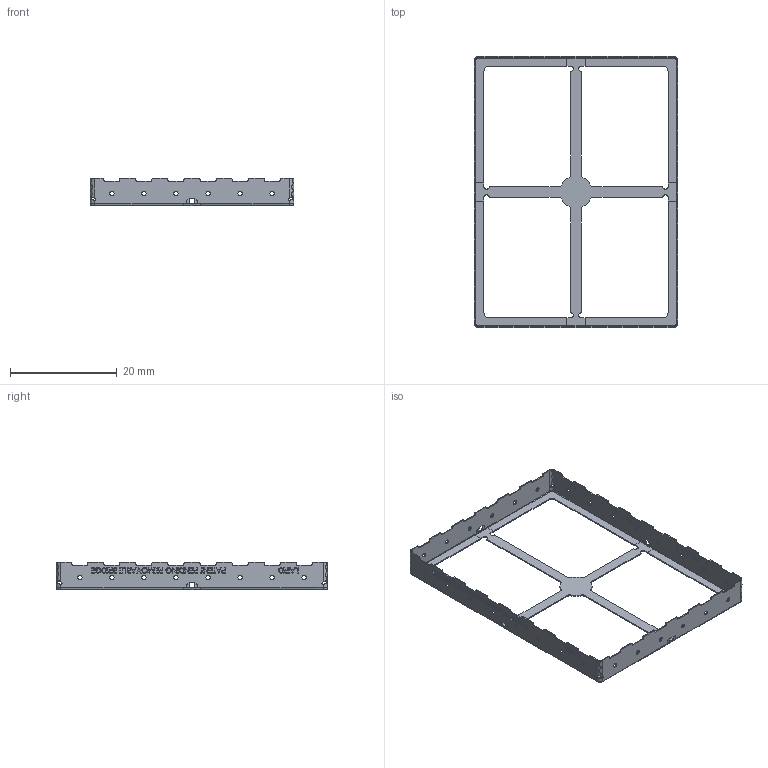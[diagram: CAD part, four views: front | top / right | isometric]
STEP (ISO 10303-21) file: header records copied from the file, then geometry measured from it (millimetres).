
FILE_DESCRIPTION (( 'STEP AP214' ), '1' );
FILE_NAME ('BMI-S-230-F-R.STEP', '2016-09-14T20:17:30', ( 'laird' ), ( 'laird' ), 'SwSTEP 2.0', 'SolidWorks 2016', '' );
FILE_SCHEMA (( 'AUTOMOTIVE_DESIGN' ));
Length unit declared in the file: millimetre
Products named in the file (1): BMI-S-230-F-R
Bounding box: 38.1 x 50.8 x 5.08 mm (x, y, z)
Volume: 249.8 mm3; surface area: 2661.6 mm2
Topology: 2 solids, 2 shells, 1708 faces, 4597 edges, 2990 vertices
Faces by surface type: plane 973, bspline 373, cylinder 354, torus 8
Entity records: 70004 total; most frequent: CARTESIAN_POINT 29265, ORIENTED_EDGE 9194, DIRECTION 7091, EDGE_CURVE 4597, VECTOR 3019, LINE 3019, VERTEX_POINT 2990, AXIS2_PLACEMENT_3D 2036
